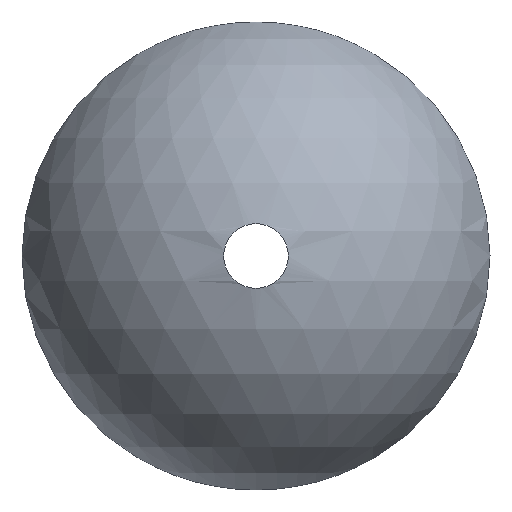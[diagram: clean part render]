
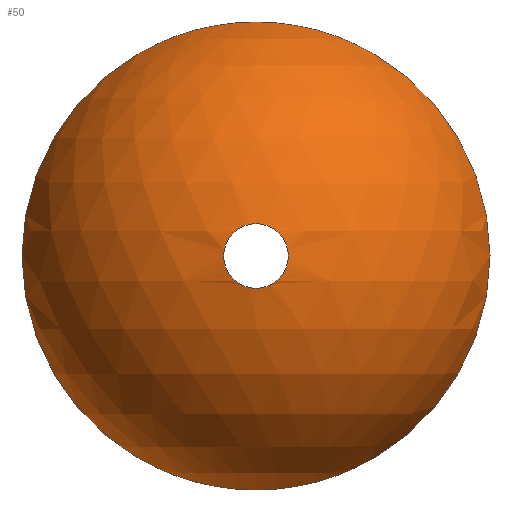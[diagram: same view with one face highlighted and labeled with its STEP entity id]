
A CAD part, left-side view. The second image highlights one B-rep face of the part: STEP entity #50.
In plain terms, the highlighted spherical face has radius 8.195 mm.
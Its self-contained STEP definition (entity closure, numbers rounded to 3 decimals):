
#15=SPHERICAL_SURFACE('',#70,8.195);
#20=FACE_BOUND('',#28,.T.);
#23=FACE_OUTER_BOUND('',#27,.T.);
#27=EDGE_LOOP('',(#45));
#28=EDGE_LOOP('',(#46));
#29=CIRCLE('',#66,7.966);
#31=CIRCLE('',#69,1.1);
#32=VERTEX_POINT('',#88);
#34=VERTEX_POINT('',#93);
#35=EDGE_CURVE('',#32,#32,#29,.T.);
#38=EDGE_CURVE('',#34,#34,#31,.T.);
#45=ORIENTED_EDGE('',*,*,#35,.F.);
#46=ORIENTED_EDGE('',*,*,#38,.T.);
#50=ADVANCED_FACE('',(#23,#20),#15,.T.);
#66=AXIS2_PLACEMENT_3D('',#89,#75,#76);
#69=AXIS2_PLACEMENT_3D('',#95,#82,#83);
#70=AXIS2_PLACEMENT_3D('',#96,#84,#85);
#75=DIRECTION('center_axis',(1.,0.,0.));
#76=DIRECTION('ref_axis',(0.,0.,-1.));
#82=DIRECTION('center_axis',(1.,0.,0.));
#83=DIRECTION('ref_axis',(0.,0.,-1.));
#84=DIRECTION('center_axis',(0.,0.,1.));
#85=DIRECTION('ref_axis',(-1.,-0.002,0.));
#88=CARTESIAN_POINT('',(-15.763,55.186,0.));
#89=CARTESIAN_POINT('Origin',(-15.763,47.22,0.));
#93=CARTESIAN_POINT('',(-21.96,46.12,0.));
#95=CARTESIAN_POINT('Origin',(-21.96,47.22,0.));
#96=CARTESIAN_POINT('Origin',(-13.839,47.22,0.));
